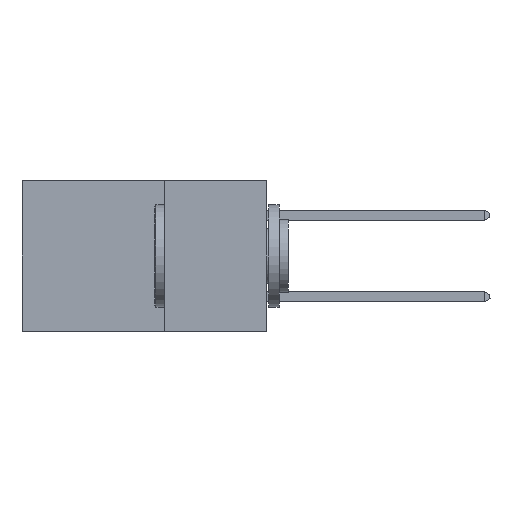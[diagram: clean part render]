
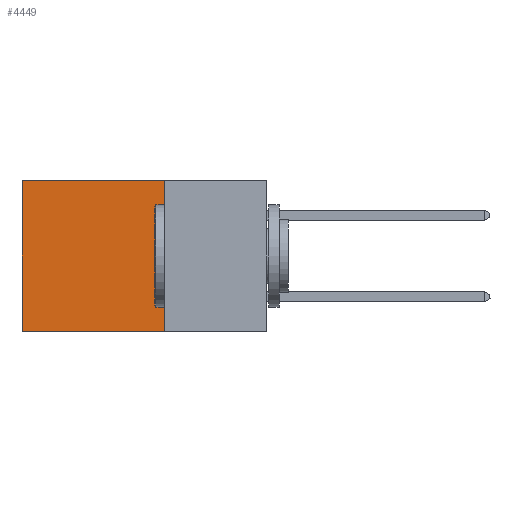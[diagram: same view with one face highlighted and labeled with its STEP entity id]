
A CAD part, left-side view. The second image highlights one B-rep face of the part: STEP entity #4449.
In plain terms, the highlighted planar face has unit normal (-1, 0, 0).
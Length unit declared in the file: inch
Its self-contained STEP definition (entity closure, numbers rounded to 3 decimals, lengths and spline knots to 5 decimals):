
#646 = VERTEX_POINT ( 'NONE', #21341 ) ;
#975 = VECTOR ( 'NONE', #17818, 39.37008 ) ;
#1141 = ORIENTED_EDGE ( 'NONE', *, *, #18538, .F. ) ;
#1277 = EDGE_LOOP ( 'NONE', ( #23447, #1141, #17249, #5875 ) ) ;
#2416 = DIRECTION ( 'NONE',  ( 0., 1., 0. ) ) ;
#2706 = EDGE_CURVE ( 'NONE', #21661, #9448, #21210, .T. ) ;
#3437 = AXIS2_PLACEMENT_3D ( 'NONE', #23573, #8669, #7848 ) ;
#3946 = VECTOR ( 'NONE', #20239, 39.37008 ) ;
#4211 = CARTESIAN_POINT ( 'NONE',  ( 0.2875, 0.25, 0. ) ) ;
#4449 = ADVANCED_FACE ( 'NONE', ( #16504 ), #18558, .F. ) ;
#4879 = LINE ( 'NONE', #4211, #19604 ) ;
#5875 = ORIENTED_EDGE ( 'NONE', *, *, #23533, .T. ) ;
#6483 = LINE ( 'NONE', #6909, #13669 ) ;
#6909 = CARTESIAN_POINT ( 'NONE',  ( 0.2875, 0.25, 0. ) ) ;
#7183 = CARTESIAN_POINT ( 'NONE',  ( 0.2875, 0.25, -0.37 ) ) ;
#7848 = DIRECTION ( 'NONE',  ( 0., 0., -1. ) ) ;
#8267 = LINE ( 'NONE', #7183, #3946 ) ;
#8436 = CARTESIAN_POINT ( 'NONE',  ( 0.2875, 0.6, 0. ) ) ;
#8578 = CARTESIAN_POINT ( 'NONE',  ( 0.2875, 0.25, -0.37 ) ) ;
#8669 = DIRECTION ( 'NONE',  ( 1., 0., 0. ) ) ;
#9439 = CARTESIAN_POINT ( 'NONE',  ( 0.2875, 0.6, 0. ) ) ;
#9448 = VERTEX_POINT ( 'NONE', #13115 ) ;
#13115 = CARTESIAN_POINT ( 'NONE',  ( 0.2875, 0.6, -0.37 ) ) ;
#13669 = VECTOR ( 'NONE', #14290, 39.37008 ) ;
#14171 = VERTEX_POINT ( 'NONE', #8578 ) ;
#14290 = DIRECTION ( 'NONE',  ( 0., 0., -1. ) ) ;
#16504 = FACE_OUTER_BOUND ( 'NONE', #1277, .T. ) ;
#17249 = ORIENTED_EDGE ( 'NONE', *, *, #20466, .F. ) ;
#17818 = DIRECTION ( 'NONE',  ( 0., 0., -1. ) ) ;
#18538 = EDGE_CURVE ( 'NONE', #14171, #9448, #8267, .T. ) ;
#18558 = PLANE ( 'NONE',  #3437 ) ;
#19604 = VECTOR ( 'NONE', #2416, 39.37008 ) ;
#20239 = DIRECTION ( 'NONE',  ( 0., 1., 0. ) ) ;
#20466 = EDGE_CURVE ( 'NONE', #646, #14171, #6483, .T. ) ;
#21210 = LINE ( 'NONE', #8436, #975 ) ;
#21341 = CARTESIAN_POINT ( 'NONE',  ( 0.2875, 0.25, 0. ) ) ;
#21661 = VERTEX_POINT ( 'NONE', #9439 ) ;
#23447 = ORIENTED_EDGE ( 'NONE', *, *, #2706, .T. ) ;
#23533 = EDGE_CURVE ( 'NONE', #646, #21661, #4879, .T. ) ;
#23573 = CARTESIAN_POINT ( 'NONE',  ( 0.2875, 0.25, 0. ) ) ;
